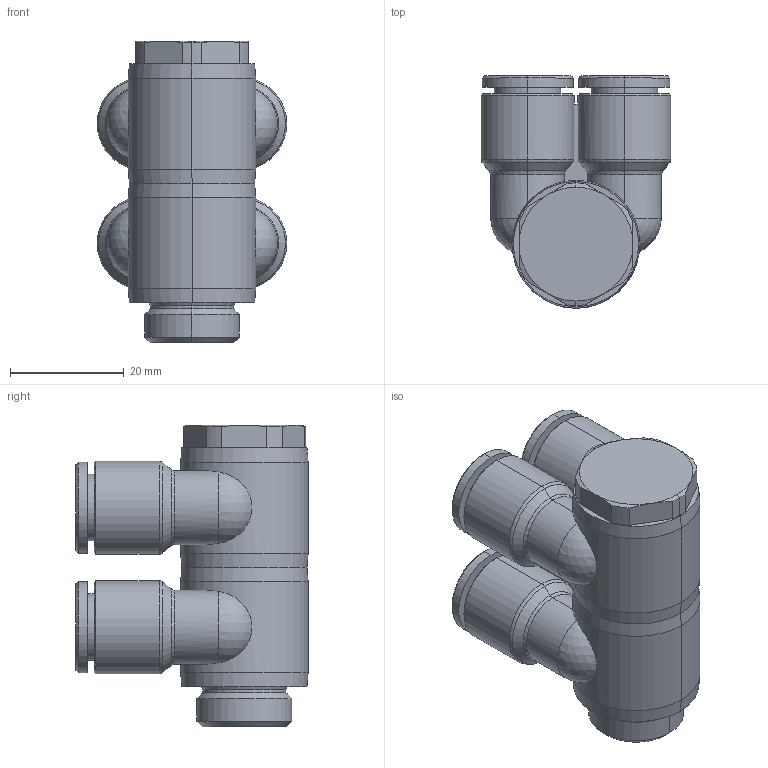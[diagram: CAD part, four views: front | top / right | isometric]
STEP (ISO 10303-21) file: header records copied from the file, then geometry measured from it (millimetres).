
FILE_DESCRIPTION((''),'2;1');
FILE_NAME('GPA_10G03(2)(3D).stp','2012-12-20T10:56:02',(''),(''),'Mechanical Desktop.R8.0.24.0','Mechanical Desktop.R8.0.24.0',', , ');
FILE_SCHEMA(('CONFIG_CONTROL_DESIGN'));
Length unit declared in the file: millimetre
Products named in the file (2): GPA_10G03(2)(3D); 睡ヶ1
Assembly tree (1 placements, depth 2):
  GPA_10G03(2)(3D)
    睡ヶ1
Bounding box: 33.3 x 40.8 x 53 mm (x, y, z)
Volume: 24710 mm3; surface area: 18721.4 mm2
Topology: 1 solids, 1 shells, 1738 faces, 4922 edges, 3245 vertices
Faces by surface type: plane 1538, cone 80, cylinder 72, bspline 32, torus 12, sphere 4
Entity records: 56257 total; most frequent: CARTESIAN_POINT 11157, ORIENTED_EDGE 9840, DIRECTION 8492, EDGE_CURVE 4920, VECTOR 4572, LINE 4572, VERTEX_POINT 3245, AXIS2_PLACEMENT_3D 1960
